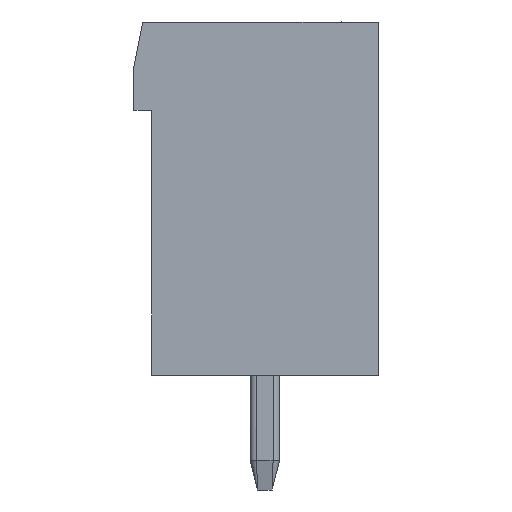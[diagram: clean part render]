
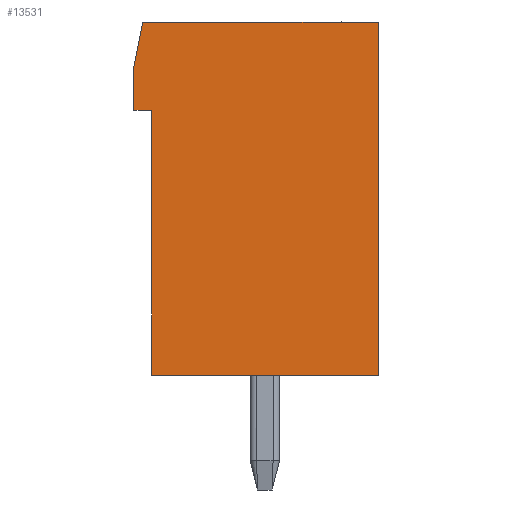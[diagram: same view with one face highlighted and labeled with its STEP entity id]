
A CAD part, left-side view. The second image highlights one B-rep face of the part: STEP entity #13531.
In plain terms, the highlighted planar face has unit normal (-1, 0, 0).
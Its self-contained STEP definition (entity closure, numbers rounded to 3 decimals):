
#13451=CARTESIAN_POINT('',(-26.4,4.45,6.));
#13452=VERTEX_POINT('',#13451);
#13459=CARTESIAN_POINT('',(-26.4,4.15,7.5));
#13460=VERTEX_POINT('',#13459);
#13461=CARTESIAN_POINT('',(-26.4,4.45,6.));
#13462=DIRECTION('',(0.,-0.196,0.981));
#13463=VECTOR('',#13462,1.53);
#13464=LINE('',#13461,#13463);
#13465=EDGE_CURVE('',#13452,#13460,#13464,.T.);
#13477=CARTESIAN_POINT('',(-26.4,-2.005,3.627));
#13478=DIRECTION('',(0.,0.,-1.));
#13479=DIRECTION('',(-1.,0.,0.));
#13480=AXIS2_PLACEMENT_3D('',#13477,#13479,#13478);
#13481=PLANE('',#13480);
#13482=CARTESIAN_POINT('',(-26.4,-3.85,7.5));
#13483=VERTEX_POINT('',#13482);
#13484=CARTESIAN_POINT('',(-26.4,-3.85,7.5));
#13485=DIRECTION('',(0.,1.,0.));
#13486=VECTOR('',#13485,8.);
#13487=LINE('',#13484,#13486);
#13488=EDGE_CURVE('',#13483,#13460,#13487,.T.);
#13489=ORIENTED_EDGE('',*,*,#13488,.T.);
#13490=ORIENTED_EDGE('',*,*,#13465,.F.);
#13491=CARTESIAN_POINT('',(-26.4,4.45,4.5));
#13492=VERTEX_POINT('',#13491);
#13493=CARTESIAN_POINT('',(-26.4,4.45,6.));
#13494=DIRECTION('',(0.,0.,-1.));
#13495=VECTOR('',#13494,1.5);
#13496=LINE('',#13493,#13495);
#13497=EDGE_CURVE('',#13452,#13492,#13496,.T.);
#13498=ORIENTED_EDGE('',*,*,#13497,.T.);
#13499=CARTESIAN_POINT('',(-26.4,3.85,4.5));
#13500=VERTEX_POINT('',#13499);
#13501=CARTESIAN_POINT('',(-26.4,4.45,4.5));
#13502=DIRECTION('',(0.,-1.,0.));
#13503=VECTOR('',#13502,0.6);
#13504=LINE('',#13501,#13503);
#13505=EDGE_CURVE('',#13492,#13500,#13504,.T.);
#13506=ORIENTED_EDGE('',*,*,#13505,.T.);
#13507=CARTESIAN_POINT('',(-26.4,3.85,-4.5));
#13508=VERTEX_POINT('',#13507);
#13509=CARTESIAN_POINT('',(-26.4,3.85,4.5));
#13510=DIRECTION('',(0.,0.,-1.));
#13511=VECTOR('',#13510,9.);
#13512=LINE('',#13509,#13511);
#13513=EDGE_CURVE('',#13500,#13508,#13512,.T.);
#13514=ORIENTED_EDGE('',*,*,#13513,.T.);
#13515=CARTESIAN_POINT('',(-26.4,-3.85,-4.5));
#13516=VERTEX_POINT('',#13515);
#13517=CARTESIAN_POINT('',(-26.4,3.85,-4.5));
#13518=DIRECTION('',(0.,-1.,0.));
#13519=VECTOR('',#13518,7.7);
#13520=LINE('',#13517,#13519);
#13521=EDGE_CURVE('',#13508,#13516,#13520,.T.);
#13522=ORIENTED_EDGE('',*,*,#13521,.T.);
#13523=CARTESIAN_POINT('',(-26.4,-3.85,-4.5));
#13524=DIRECTION('',(0.,0.,1.));
#13525=VECTOR('',#13524,12.);
#13526=LINE('',#13523,#13525);
#13527=EDGE_CURVE('',#13516,#13483,#13526,.T.);
#13528=ORIENTED_EDGE('',*,*,#13527,.T.);
#13529=EDGE_LOOP('',(#13489,#13490,#13498,#13506,#13514,#13522,#13528));
#13530=FACE_OUTER_BOUND('',#13529,.T.);
#13531=ADVANCED_FACE('',(#13530),#13481,.T.);
